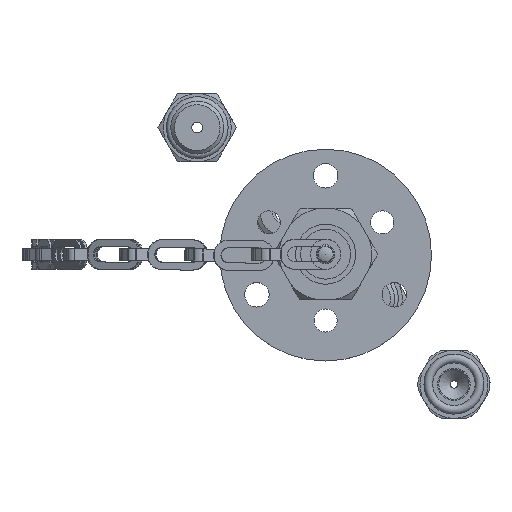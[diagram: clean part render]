
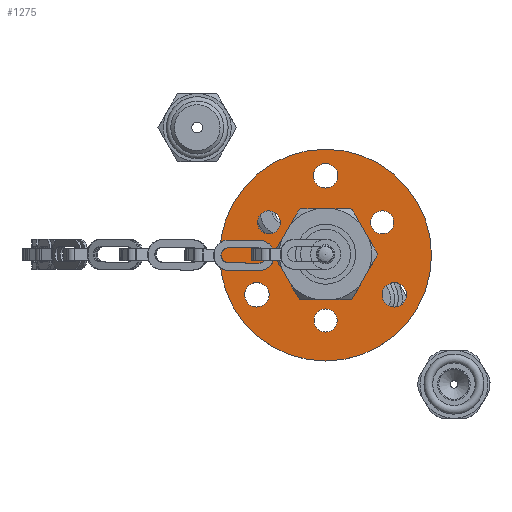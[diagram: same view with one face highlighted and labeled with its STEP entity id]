
A CAD part, top view. The second image highlights one B-rep face of the part: STEP entity #1275.
In plain terms, the highlighted face is planar.
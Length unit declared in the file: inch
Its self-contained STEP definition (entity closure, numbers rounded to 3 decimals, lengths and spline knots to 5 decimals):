
#1275=ADVANCED_FACE('',(#2739,#2740,#2741,#2742,#2743,#2744,#2745,#2746),#2747,.T.);
#2739=FACE_BOUND('',#4896,.T.);
#2740=FACE_BOUND('',#4897,.T.);
#2741=FACE_BOUND('',#4898,.T.);
#2742=FACE_OUTER_BOUND('',#4899,.T.);
#2743=FACE_BOUND('',#4900,.T.);
#2744=FACE_BOUND('',#4901,.T.);
#2745=FACE_BOUND('',#4902,.T.);
#2746=FACE_BOUND('',#4903,.T.);
#2747=PLANE('',#4904);
#4896=EDGE_LOOP('',(#7047));
#4897=EDGE_LOOP('',(#7048));
#4898=EDGE_LOOP('',(#7049));
#4899=EDGE_LOOP('',(#7050));
#4900=EDGE_LOOP('',(#7051));
#4901=EDGE_LOOP('',(#7052));
#4902=EDGE_LOOP('',(#7053));
#4903=EDGE_LOOP('',(#7054));
#4904=AXIS2_PLACEMENT_3D('',#7055,#7056,#7057);
#7047=ORIENTED_EDGE('',*,*,#11922,.T.);
#7048=ORIENTED_EDGE('',*,*,#11923,.T.);
#7049=ORIENTED_EDGE('',*,*,#11924,.T.);
#7050=ORIENTED_EDGE('',*,*,#11925,.T.);
#7051=ORIENTED_EDGE('',*,*,#11926,.T.);
#7052=ORIENTED_EDGE('',*,*,#11927,.T.);
#7053=ORIENTED_EDGE('',*,*,#11928,.T.);
#7054=ORIENTED_EDGE('',*,*,#11929,.T.);
#7055=CARTESIAN_POINT('',(0.0,0.0,-1.06446));
#7056=DIRECTION('',(0.0,0.0,-1.0));
#7057=DIRECTION('',(0.0,1.0,0.0));
#11922=EDGE_CURVE('',#13771,#13771,#13772,.T.);
#11923=EDGE_CURVE('',#13773,#13773,#13774,.T.);
#11924=EDGE_CURVE('',#13775,#13775,#13776,.T.);
#11925=EDGE_CURVE('',#13777,#13777,#13778,.T.);
#11926=EDGE_CURVE('',#13779,#13779,#13780,.T.);
#11927=EDGE_CURVE('',#13781,#13781,#13782,.T.);
#11928=EDGE_CURVE('',#13783,#13783,#13784,.T.);
#11929=EDGE_CURVE('',#13785,#13785,#13786,.T.);
#13771=VERTEX_POINT('',#16515);
#13772=CIRCLE('',#16516,0.0955);
#13773=VERTEX_POINT('',#16517);
#13774=CIRCLE('',#16518,0.1015);
#13775=VERTEX_POINT('',#16519);
#13776=CIRCLE('',#16520,0.1015);
#13777=VERTEX_POINT('',#16521);
#13778=CIRCLE('',#16522,0.875);
#13779=VERTEX_POINT('',#16523);
#13780=CIRCLE('',#16524,0.2516);
#13781=VERTEX_POINT('',#16525);
#13782=CIRCLE('',#16526,0.1015);
#13783=VERTEX_POINT('',#16527);
#13784=CIRCLE('',#16528,0.0955);
#13785=VERTEX_POINT('',#16529);
#13786=CIRCLE('',#16530,0.0955);
#16515=CARTESIAN_POINT('',(0.2225,-0.38538,-1.06446));
#16516=AXIS2_PLACEMENT_3D('',#21362,#21363,#21364);
#16517=CARTESIAN_POINT('',(-0.2401,-0.61886,-1.06446));
#16518=AXIS2_PLACEMENT_3D('',#21365,#21366,#21367);
#16519=CARTESIAN_POINT('',(0.656,0.1015,-1.06446));
#16520=AXIS2_PLACEMENT_3D('',#21368,#21369,#21370);
#16521=CARTESIAN_POINT('',(0.0,0.875,-1.06446));
#16522=AXIS2_PLACEMENT_3D('',#21371,#21372,#21373);
#16523=CARTESIAN_POINT('',(0.,-0.2516,-1.06446));
#16524=AXIS2_PLACEMENT_3D('',#21374,#21375,#21376);
#16525=CARTESIAN_POINT('',(-0.4159,0.51736,-1.06446));
#16526=AXIS2_PLACEMENT_3D('',#21377,#21378,#21379);
#16527=CARTESIAN_POINT('',(-0.445,0.,-1.06446));
#16528=AXIS2_PLACEMENT_3D('',#21380,#21381,#21382);
#16529=CARTESIAN_POINT('',(0.2225,0.38538,-1.06446));
#16530=AXIS2_PLACEMENT_3D('',#21383,#21384,#21385);
#21362=CARTESIAN_POINT('',(0.27025,-0.46809,-1.06446));
#21363=DIRECTION('',(0.0,0.0,1.0));
#21364=DIRECTION('',(-0.5,0.866,0.0));
#21365=CARTESIAN_POINT('',(-0.328,-0.56811,-1.06446));
#21366=DIRECTION('',(0.0,0.0,1.0));
#21367=DIRECTION('',(0.866,-0.5,0.0));
#21368=CARTESIAN_POINT('',(0.656,0.,-1.06446));
#21369=DIRECTION('',(0.0,-0.0,1.0));
#21370=DIRECTION('',(0.0,1.0,0.0));
#21371=CARTESIAN_POINT('',(0.0,0.0,-1.06446));
#21372=DIRECTION('',(0.0,0.0,-1.0));
#21373=DIRECTION('',(0.0,1.0,0.0));
#21374=CARTESIAN_POINT('',(0.,0.,-1.06446));
#21375=DIRECTION('',(0.0,0.,1.0));
#21376=DIRECTION('',(0.0,-1.0,0.));
#21377=CARTESIAN_POINT('',(-0.328,0.56811,-1.06446));
#21378=DIRECTION('',(0.0,0.0,1.0));
#21379=DIRECTION('',(-0.866,-0.5,0.0));
#21380=CARTESIAN_POINT('',(-0.5405,0.,-1.06446));
#21381=DIRECTION('',(0.0,0.0,1.0));
#21382=DIRECTION('',(1.0,0.0,0.0));
#21383=CARTESIAN_POINT('',(0.27025,0.46809,-1.06446));
#21384=DIRECTION('',(0.0,0.0,1.0));
#21385=DIRECTION('',(-0.5,-0.866,0.0));
